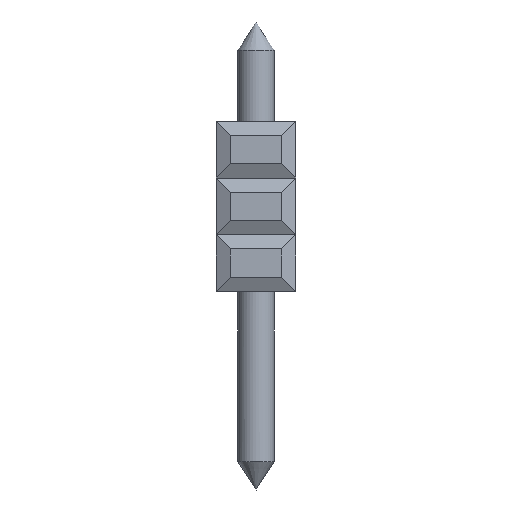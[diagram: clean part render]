
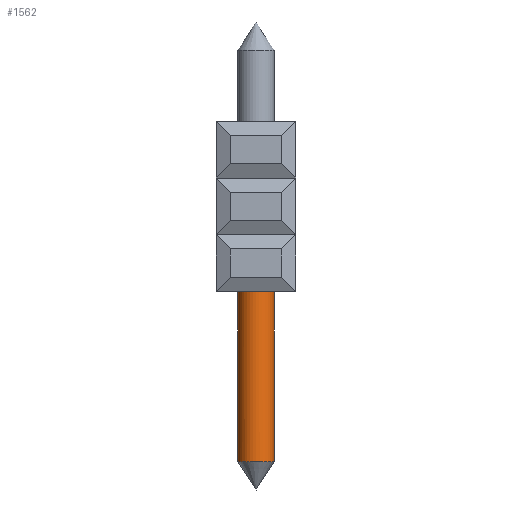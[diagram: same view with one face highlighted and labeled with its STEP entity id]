
A CAD part, left-side view. The second image highlights one B-rep face of the part: STEP entity #1562.
In plain terms, the highlighted cylindrical face has radius 0.65 mm (diameter 1.3 mm), a full revolution.
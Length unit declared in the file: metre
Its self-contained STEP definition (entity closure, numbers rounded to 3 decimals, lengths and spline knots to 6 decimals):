
#1562=ADVANCED_FACE('',(#3742,#3743),#3744,.T.);
#3742=FACE_OUTER_BOUND('',#6493,.T.);
#3743=FACE_OUTER_BOUND('',#6494,.T.);
#3744=CYLINDRICAL_SURFACE('',#6495,0.00065);
#6493=EDGE_LOOP('',(#11486));
#6494=EDGE_LOOP('',(#11487));
#6495=AXIS2_PLACEMENT_3D('',#11488,#11489,#11490);
#11486=ORIENTED_EDGE('',*,*,#16992,.F.);
#11487=ORIENTED_EDGE('',*,*,#16993,.F.);
#11488=CARTESIAN_POINT('',(0.03065,-0.03326,0.0025));
#11489=DIRECTION('',(0.0,0.,-1.0));
#11490=DIRECTION('',(-1.0,0.0,0.0));
#16992=EDGE_CURVE('',#20754,#20754,#20755,.T.);
#16993=EDGE_CURVE('',#20756,#20756,#20757,.T.);
#20754=VERTEX_POINT('',#25944);
#20755=CIRCLE('',#25945,0.00065);
#20756=VERTEX_POINT('',#25946);
#20757=CIRCLE('',#25947,0.00065);
#25944=CARTESIAN_POINT('',(0.03104,-0.03274,-0.012));
#25945=AXIS2_PLACEMENT_3D('',#29329,#29330,#29331);
#25946=CARTESIAN_POINT('',(0.03065,-0.03391,-0.0058));
#25947=AXIS2_PLACEMENT_3D('',#29332,#29333,#29334);
#29329=CARTESIAN_POINT('',(0.03065,-0.03326,-0.012));
#29330=DIRECTION('',(0.,0.,-1.0));
#29331=DIRECTION('',(0.6,0.8,0.));
#29332=CARTESIAN_POINT('',(0.03065,-0.03326,-0.0058));
#29333=DIRECTION('',(0.0,0.,1.0));
#29334=DIRECTION('',(0.0,-1.0,0.));
